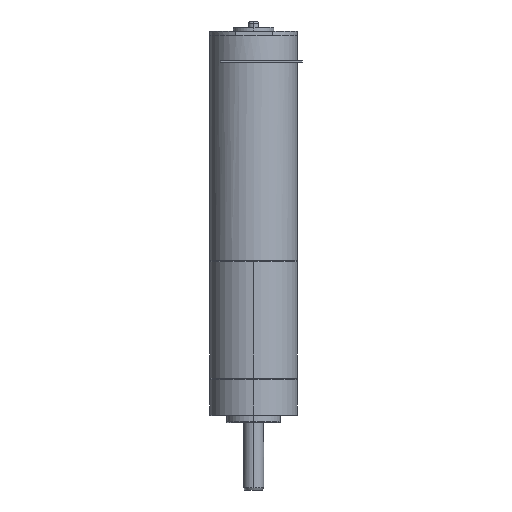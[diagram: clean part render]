
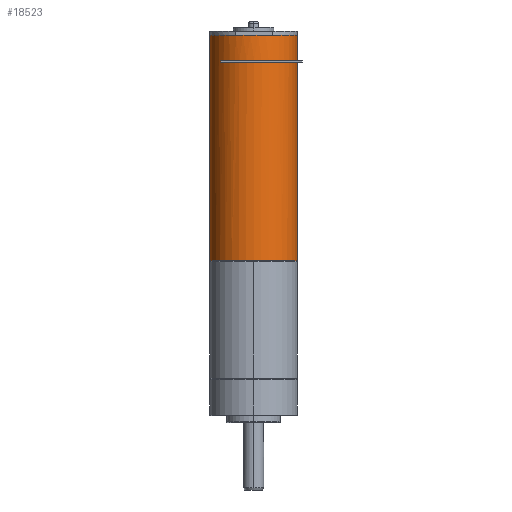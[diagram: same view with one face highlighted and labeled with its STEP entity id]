
A CAD part, front view. The second image highlights one B-rep face of the part: STEP entity #18523.
In plain terms, the highlighted cylindrical face has radius 6.5 mm (diameter 13 mm), a partial arc.
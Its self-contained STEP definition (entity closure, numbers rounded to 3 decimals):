
#4388=CARTESIAN_POINT('',(0.,0.,38.01));
#4389=DIRECTION('',(0.,0.,1.));
#4390=DIRECTION('',(-0.409,-0.912,0.));
#4391=AXIS2_PLACEMENT_3D('',#4388,#4389,#4390);
#4775=CARTESIAN_POINT('',(0.,0.,38.01));
#4776=DIRECTION('',(0.,0.,1.));
#4777=DIRECTION('',(0.437,-0.9,0.));
#4778=AXIS2_PLACEMENT_3D('',#4775,#4776,#4777);
#4780=DIRECTION('',(0.,0.,-1.));
#4781=VECTOR('',#4780,33.45);
#4782=CARTESIAN_POINT('',(6.5,0.,38.01));
#4783=LINE('',#4782,#4781);
#4784=DIRECTION('',(0.,0.,1.));
#4785=VECTOR('',#4784,33.45);
#4786=CARTESIAN_POINT('',(-6.5,0.,4.56));
#4787=LINE('',#4786,#4785);
#4788=CARTESIAN_POINT('',(0.,0.,38.01));
#4789=DIRECTION('',(0.,0.,1.));
#4790=DIRECTION('',(-1.,0.,0.));
#4791=AXIS2_PLACEMENT_3D('',#4788,#4789,#4790);
#4793=CARTESIAN_POINT('',(0.,0.,34.26));
#4794=DIRECTION('',(0.,0.,1.));
#4795=DIRECTION('',(-0.325,-0.946,0.));
#4796=AXIS2_PLACEMENT_3D('',#4793,#4794,#4795);
#4798=DIRECTION('',(0.,0.,1.));
#4799=VECTOR('',#4798,0.2);
#4800=CARTESIAN_POINT('',(-2.111,-6.148,34.06));
#4801=LINE('',#4800,#4799);
#4802=CARTESIAN_POINT('',(0.,0.,34.06));
#4803=DIRECTION('',(0.,0.,1.));
#4804=DIRECTION('',(-0.325,-0.946,0.));
#4805=AXIS2_PLACEMENT_3D('',#4802,#4803,#4804);
#4807=DIRECTION('',(0.,0.,1.));
#4808=VECTOR('',#4807,0.2);
#4809=CARTESIAN_POINT('',(2.248,-6.099,34.06));
#4810=LINE('',#4809,#4808);
#4811=CARTESIAN_POINT('',(0.,0.,4.56));
#4812=DIRECTION('',(0.,0.,-1.));
#4813=DIRECTION('',(1.,0.,0.));
#4814=AXIS2_PLACEMENT_3D('',#4811,#4812,#4813);
#11882=CARTESIAN_POINT('',(6.5,0.,4.56));
#11883=CARTESIAN_POINT('',(-6.5,0.,4.56));
#11884=VERTEX_POINT('',#11882);
#11885=VERTEX_POINT('',#11883);
#12366=CARTESIAN_POINT('',(-2.111,-6.148,34.26));
#12367=CARTESIAN_POINT('',(2.248,-6.099,34.26));
#12368=VERTEX_POINT('',#12366);
#12369=VERTEX_POINT('',#12367);
#12370=CARTESIAN_POINT('',(-2.111,-6.148,34.06));
#12371=CARTESIAN_POINT('',(2.248,-6.099,34.06));
#12372=VERTEX_POINT('',#12370);
#12373=VERTEX_POINT('',#12371);
#12818=CARTESIAN_POINT('',(-6.5,0.,38.01));
#12819=CARTESIAN_POINT('',(-2.661,-5.93,38.01));
#12820=VERTEX_POINT('',#12818);
#12821=VERTEX_POINT('',#12819);
#12822=CARTESIAN_POINT('',(2.838,-5.848,38.01));
#12823=CARTESIAN_POINT('',(6.5,0.,38.01));
#12824=VERTEX_POINT('',#12822);
#12825=VERTEX_POINT('',#12823);
#18499=CARTESIAN_POINT('',(0.,0.,2.975));
#18500=DIRECTION('',(0.,0.,1.));
#18501=DIRECTION('',(-1.,0.,0.));
#18502=AXIS2_PLACEMENT_3D('',#18499,#18500,#18501);
#18503=CYLINDRICAL_SURFACE('',#18502,6.5);
#18504=ORIENTED_EDGE('',*,*,#18054,.T.);
#18505=ORIENTED_EDGE('',*,*,#18485,.T.);
#18506=ORIENTED_EDGE('',*,*,#18483,.T.);
#18508=ORIENTED_EDGE('',*,*,#18507,.T.);
#18509=ORIENTED_EDGE('',*,*,#18492,.T.);
#18510=ORIENTED_EDGE('',*,*,#18490,.T.);
#18511=EDGE_LOOP('',(#18504,#18505,#18506,#18508,#18509,#18510));
#18512=FACE_OUTER_BOUND('',#18511,.F.);
#18514=ORIENTED_EDGE('',*,*,#18513,.F.);
#18516=ORIENTED_EDGE('',*,*,#18515,.F.);
#18518=ORIENTED_EDGE('',*,*,#18517,.T.);
#18520=ORIENTED_EDGE('',*,*,#18519,.T.);
#18521=EDGE_LOOP('',(#18514,#18516,#18518,#18520));
#18522=FACE_BOUND('',#18521,.F.);
#18523=ADVANCED_FACE('',(#18512,#18522),#18503,.T.);
#4392=CIRCLE('',#4391,6.5);
#4779=CIRCLE('',#4778,6.5);
#4792=CIRCLE('',#4791,6.5);
#4797=CIRCLE('',#4796,6.5);
#4806=CIRCLE('',#4805,6.5);
#4815=CIRCLE('',#4814,6.5);
#18054=EDGE_CURVE('',#12821,#12824,#4392,.T.);
#18483=EDGE_CURVE('',#12825,#11884,#4783,.T.);
#18485=EDGE_CURVE('',#12824,#12825,#4779,.T.);
#18490=EDGE_CURVE('',#12820,#12821,#4792,.T.);
#18492=EDGE_CURVE('',#11885,#12820,#4787,.T.);
#18507=EDGE_CURVE('',#11884,#11885,#4815,.T.);
#18513=EDGE_CURVE('',#12368,#12369,#4797,.T.);
#18515=EDGE_CURVE('',#12372,#12368,#4801,.T.);
#18517=EDGE_CURVE('',#12372,#12373,#4806,.T.);
#18519=EDGE_CURVE('',#12373,#12369,#4810,.T.);
